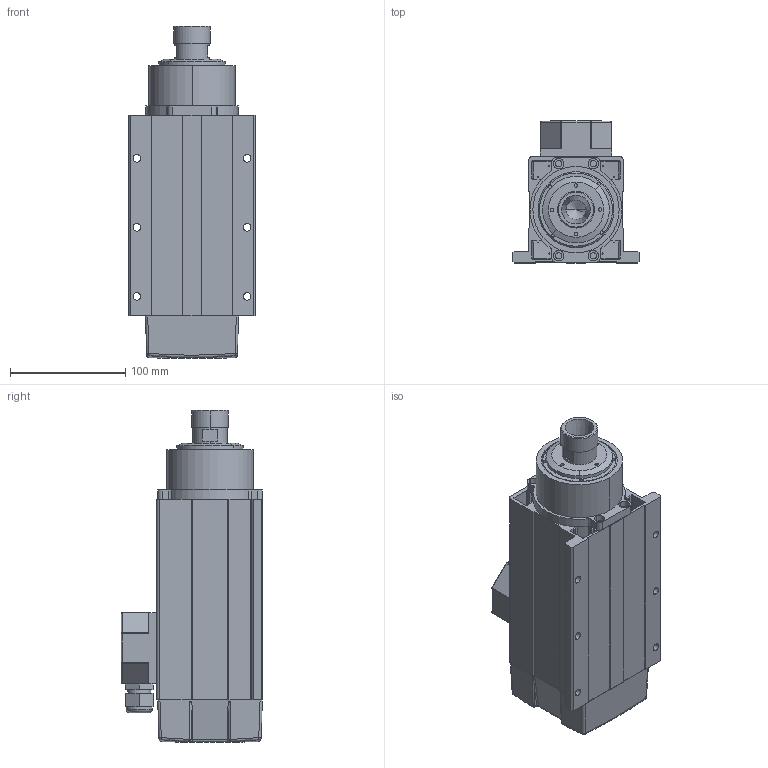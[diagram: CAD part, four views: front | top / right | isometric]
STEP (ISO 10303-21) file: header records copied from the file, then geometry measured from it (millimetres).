
FILE_DESCRIPTION (( 'STEP AP203' ), '1' );
FILE_NAME ('GDF46-18Z-2.2(ER25).STEP', '2022-05-21T01:58:26', ( '萇齟' ), ( '' ), 'SwSTEP 2.0', 'SolidWorks 2018', '' );
FILE_SCHEMA (( 'CONFIG_CONTROL_DESIGN' ));
Length unit declared in the file: millimetre
Products named in the file (8): GDF46-18Z-3.0-03 傷裔; GDF46-18Z-3.0-01 躇猾裔; GDF46-18Z-1.5-06 湍褐梟儂褲; GDF46-18Z-2.2(ER25); 瑞欶.prt; 諉盄碟; 袪謂﹞粣; GDF46-18Z-3.0-02 ヶ裔
Assembly tree (7 placements, depth 2):
  GDF46-18Z-2.2(ER25)
    GDF46-18Z-1.5-06 湍褐梟儂褲
    GDF46-18Z-3.0-01 躇猾裔
    袪謂﹞粣
    瑞欶.prt
    GDF46-18Z-3.0-03 傷裔
    GDF46-18Z-3.0-02 ヶ裔
    諉盄碟
Bounding box: 110 x 123.3 x 288.5 mm (x, y, z)
Volume: 762888.7 mm3; surface area: 277619.1 mm2
Topology: 7 solids, 7 shells, 417 faces, 1034 edges, 655 vertices
Faces by surface type: plane 179, cylinder 170, bspline 32, cone 16, sphere 14, torus 6
Entity records: 14376 total; most frequent: CARTESIAN_POINT 3624, DIRECTION 2092, ORIENTED_EDGE 2048, EDGE_CURVE 1024, AXIS2_PLACEMENT_3D 777, VERTEX_POINT 655, VECTOR 538, LINE 538
